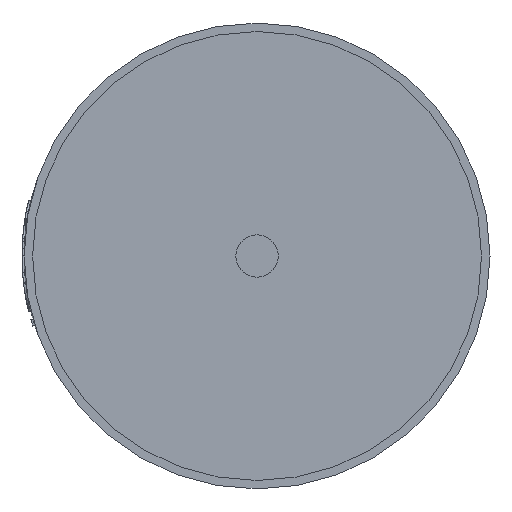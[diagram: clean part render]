
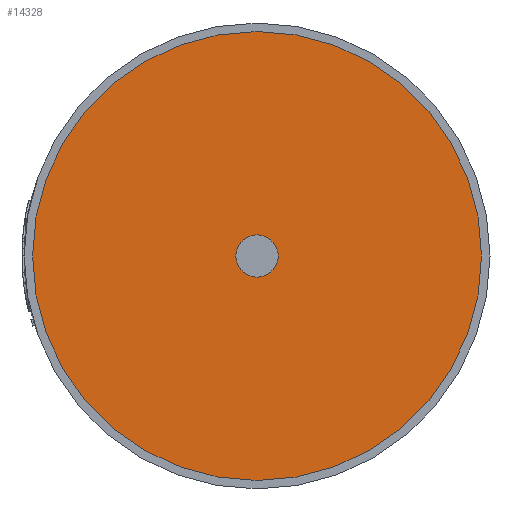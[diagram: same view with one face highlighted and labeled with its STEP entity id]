
A CAD part, left-side view. The second image highlights one B-rep face of the part: STEP entity #14328.
In plain terms, the highlighted planar face has unit normal (-1, 0, 0).
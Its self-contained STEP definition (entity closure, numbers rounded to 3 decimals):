
#378 = FACE_OUTER_BOUND ( 'NONE', #18030, .T. ) ;
#1063 = ORIENTED_EDGE ( 'NONE', *, *, #15684, .T. ) ;
#1089 = CARTESIAN_POINT ( 'NONE',  ( -228.5, -16.93, 0. ) ) ;
#1519 = EDGE_CURVE ( 'NONE', #14670, #2138, #5567, .T. ) ;
#2138 = VERTEX_POINT ( 'NONE', #5867 ) ;
#2763 = CIRCLE ( 'NONE', #12487, 10.6 ) ;
#3586 = EDGE_CURVE ( 'NONE', #10928, #5482, #18526, .T. ) ;
#3635 = ORIENTED_EDGE ( 'NONE', *, *, #13080, .F. ) ;
#3653 = CARTESIAN_POINT ( 'NONE',  ( -228.5, -16.93, 0. ) ) ;
#3920 = DIRECTION ( 'NONE',  ( 0., -1., 0. ) ) ;
#4098 = DIRECTION ( 'NONE',  ( -1., 0., 0. ) ) ;
#4489 = AXIS2_PLACEMENT_3D ( 'NONE', #1089, #11462, #15068 ) ;
#4541 = DIRECTION ( 'NONE',  ( 0., -1., 0. ) ) ;
#5377 = CARTESIAN_POINT ( 'NONE',  ( -228.5, -16.93, 0. ) ) ;
#5482 = VERTEX_POINT ( 'NONE', #16693 ) ;
#5567 = CIRCLE ( 'NONE', #4489, 10.6 ) ;
#5867 = CARTESIAN_POINT ( 'NONE',  ( -228.5, -6.33, 0. ) ) ;
#8776 = ORIENTED_EDGE ( 'NONE', *, *, #1519, .T. ) ;
#9048 = DIRECTION ( 'NONE',  ( 0., -1., 0. ) ) ;
#9514 = CARTESIAN_POINT ( 'NONE',  ( -228.5, -16.93, 0. ) ) ;
#9517 = EDGE_LOOP ( 'NONE', ( #21397, #3635 ) ) ;
#9939 = CIRCLE ( 'NONE', #13557, 1. ) ;
#10928 = VERTEX_POINT ( 'NONE', #19095 ) ;
#11189 = CARTESIAN_POINT ( 'NONE',  ( -228.5, -16.93, 0. ) ) ;
#11462 = DIRECTION ( 'NONE',  ( -1., 0., 0. ) ) ;
#11552 = DIRECTION ( 'NONE',  ( -1., 0., 0. ) ) ;
#11666 = DIRECTION ( 'NONE',  ( 0., -1., 0. ) ) ;
#12487 = AXIS2_PLACEMENT_3D ( 'NONE', #9514, #11552, #11666 ) ;
#13080 = EDGE_CURVE ( 'NONE', #5482, #10928, #9939, .T. ) ;
#13138 = AXIS2_PLACEMENT_3D ( 'NONE', #11189, #4098, #4541 ) ;
#13557 = AXIS2_PLACEMENT_3D ( 'NONE', #5377, #19473, #3920 ) ;
#14021 = FACE_BOUND ( 'NONE', #9517, .T. ) ;
#14328 = ADVANCED_FACE ( 'NONE', ( #14021, #378 ), #19205, .T. ) ;
#14670 = VERTEX_POINT ( 'NONE', #17223 ) ;
#15068 = DIRECTION ( 'NONE',  ( 0., -1., 0. ) ) ;
#15684 = EDGE_CURVE ( 'NONE', #2138, #14670, #2763, .T. ) ;
#16693 = CARTESIAN_POINT ( 'NONE',  ( -228.5, -17.93, 0. ) ) ;
#17223 = CARTESIAN_POINT ( 'NONE',  ( -228.5, -27.53, 0. ) ) ;
#18030 = EDGE_LOOP ( 'NONE', ( #8776, #1063 ) ) ;
#18526 = CIRCLE ( 'NONE', #13138, 1. ) ;
#18574 = AXIS2_PLACEMENT_3D ( 'NONE', #3653, #20896, #9048 ) ;
#19095 = CARTESIAN_POINT ( 'NONE',  ( -228.5, -15.93, 0. ) ) ;
#19205 = PLANE ( 'NONE',  #18574 ) ;
#19473 = DIRECTION ( 'NONE',  ( -1., 0., 0. ) ) ;
#20896 = DIRECTION ( 'NONE',  ( -1., 0., 0. ) ) ;
#21397 = ORIENTED_EDGE ( 'NONE', *, *, #3586, .F. ) ;
